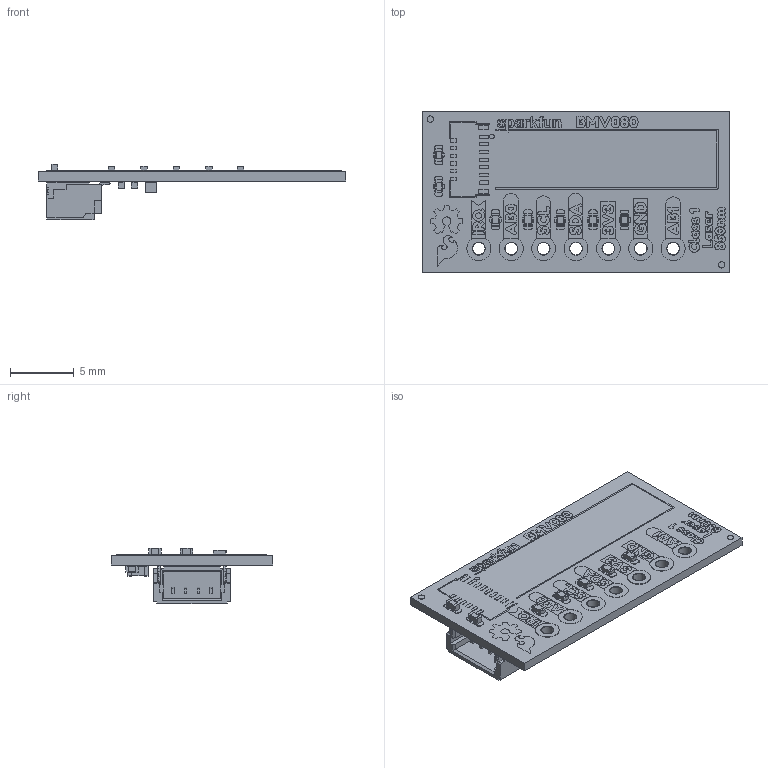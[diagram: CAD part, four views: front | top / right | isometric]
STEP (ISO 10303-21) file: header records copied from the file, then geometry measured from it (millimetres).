
FILE_DESCRIPTION(('KiCad electronic assembly'),'2;1');
FILE_NAME('SparkFun_BMV080_v10.step','2025-01-29T00:09:43',('Pcbnew'),( 'Kicad'),'Open CASCADE STEP processor 7.8','KiCad to STEP converter' ,'Unknown');
FILE_SCHEMA(('AUTOMOTIVE_DESIGN { 1 0 10303 214 1 1 1 1 }'));
Length unit declared in the file: millimetre
Products named in the file (9): SparkFun_BMV080_v10 1; R_0402_1005Metric; C_0402_1005Metric; Qwiic-Horizontal; C_0603_1608Metric; SparkFun_BMV080_copper; SparkFun_BMV080_pad; SparkFun_BMV080_silkscreen; SparkFun_BMV080_PCB
Assembly tree (15 placements, depth 2):
  SparkFun_BMV080_v10 1
    R_0402_1005Metric  x5
    C_0402_1005Metric  x4
    Qwiic-Horizontal
    C_0603_1608Metric
    SparkFun_BMV080_copper
    SparkFun_BMV080_pad
    SparkFun_BMV080_silkscreen
    SparkFun_BMV080_PCB
Bounding box: 24.13 x 12.7 x 4.36 mm (x, y, z)
Volume: 265.4 mm3; surface area: 1124.3 mm2
Topology: 98 solids, 209 shells, 1229 faces, 6159 edges, 5243 vertices
Faces by surface type: plane 881, cylinder 348
Full cylindrical faces by diameter (mm): 0.5 x4, 0.966 x21, 1.016 x14, 1.88 x14
Entity records: 59183 total; most frequent: CARTESIAN_POINT 11652, DIRECTION 8721, ORIENTED_EDGE 7898, EDGE_CURVE 5671, VERTEX_POINT 4924, LINE 4735, VECTOR 4735, AXIS2_PLACEMENT_3D 1993
